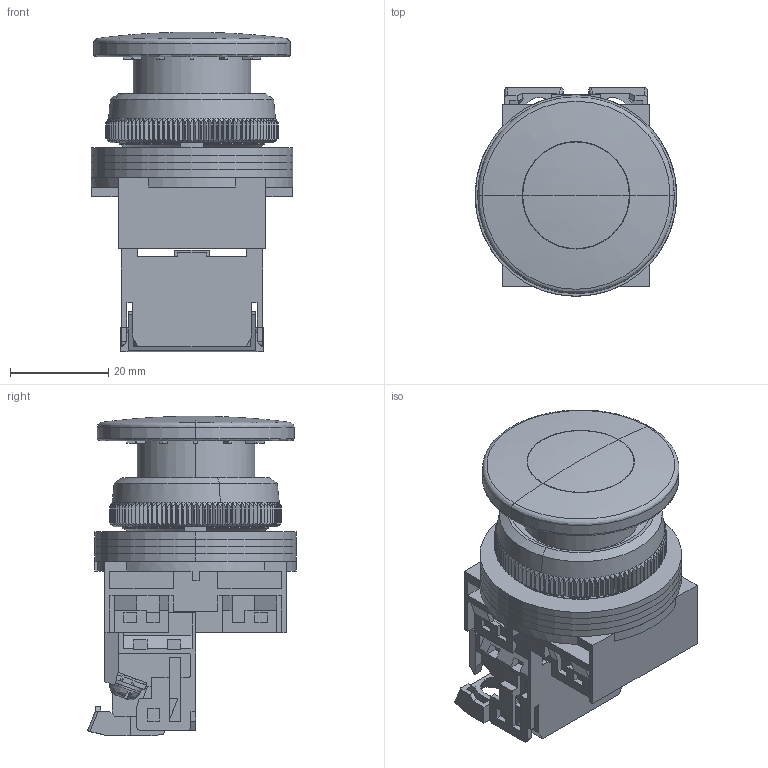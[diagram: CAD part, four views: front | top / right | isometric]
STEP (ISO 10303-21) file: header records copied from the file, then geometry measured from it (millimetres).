
FILE_DESCRIPTION (( 'STEP AP214' ), '1' );
FILE_NAME ('AR30M0R-10YZC.STEP', '2018-02-13T21:45:20', ( '' ), ( '' ), 'SwSTEP 2.0', 'SolidWorks 2017', '' );
FILE_SCHEMA (( 'AUTOMOTIVE_DESIGN' ));
Length unit declared in the file: inch
Products named in the file (1): AR30M0R-10YZC
Bounding box: 41 x 42.5 x 65 mm (x, y, z)
Volume: 36458.9 mm3; surface area: 31181.5 mm2
Topology: 15 solids, 15 shells, 1278 faces, 3505 edges, 2246 vertices
Faces by surface type: plane 819, cylinder 260, cone 179, bspline 20
Entity records: 58681 total; most frequent: CARTESIAN_POINT 10037, ORIENTED_EDGE 7006, DIRECTION 6180, EDGE_CURVE 3503, VERTEX_POINT 2246, LINE 2184, VECTOR 2184, AXIS2_PLACEMENT_3D 1998
